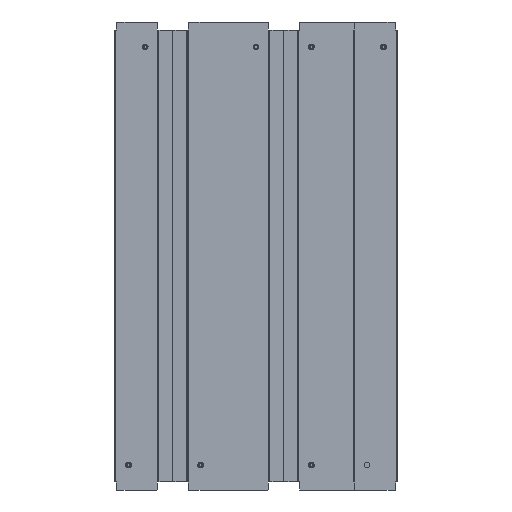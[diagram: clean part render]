
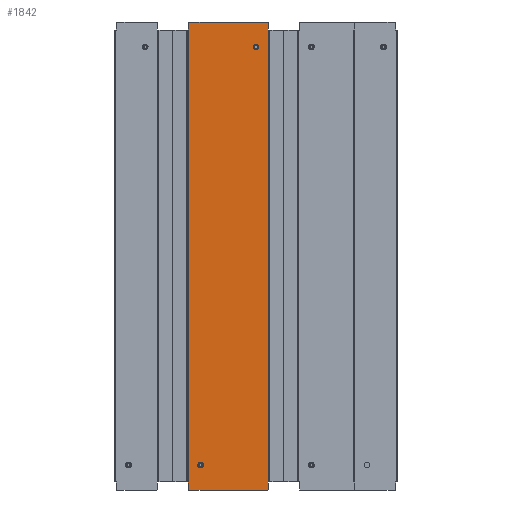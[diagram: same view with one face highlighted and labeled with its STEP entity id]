
A CAD part, front view. The second image highlights one B-rep face of the part: STEP entity #1842.
In plain terms, the highlighted planar face has unit normal (0, -1, 0).
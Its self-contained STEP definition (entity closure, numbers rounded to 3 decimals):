
#1218=DIRECTION('',(0.,0.,-1.));
#1219=VECTOR('',#1218,13.5);
#1220=CARTESIAN_POINT('',(-162.,-1.5,421.));
#1221=LINE('',#1220,#1219);
#1244=DIRECTION('',(0.,0.,-1.));
#1245=VECTOR('',#1244,814.);
#1246=CARTESIAN_POINT('',(-162.5,-1.5,407.));
#1247=LINE('',#1246,#1245);
#1270=DIRECTION('',(0.,0.,-1.));
#1271=VECTOR('',#1270,13.5);
#1272=CARTESIAN_POINT('',(-162.,-1.5,-407.5));
#1273=LINE('',#1272,#1271);
#1278=CARTESIAN_POINT('',(-162.5,-1.5,407.5));
#1279=DIRECTION('',(0.,-1.,0.));
#1280=DIRECTION('',(0.,0.,-1.));
#1281=AXIS2_PLACEMENT_3D('',#1278,#1279,#1280);
#1283=DIRECTION('',(0.707,0.,0.707));
#1284=VECTOR('',#1283,1.414);
#1285=CARTESIAN_POINT('',(-162.,-1.5,421.));
#1286=LINE('',#1285,#1284);
#1287=DIRECTION('',(0.707,0.,-0.707));
#1288=VECTOR('',#1287,1.414);
#1289=CARTESIAN_POINT('',(-19.,-1.5,422.));
#1290=LINE('',#1289,#1288);
#1291=CARTESIAN_POINT('',(-17.5,-1.5,407.5));
#1292=DIRECTION('',(0.,-1.,0.));
#1293=DIRECTION('',(-1.,0.,0.));
#1294=AXIS2_PLACEMENT_3D('',#1291,#1292,#1293);
#1296=CARTESIAN_POINT('',(-17.5,-1.5,-407.5));
#1297=DIRECTION('',(0.,-1.,0.));
#1298=DIRECTION('',(0.,0.,1.));
#1299=AXIS2_PLACEMENT_3D('',#1296,#1297,#1298);
#1301=DIRECTION('',(-0.707,0.,-0.707));
#1302=VECTOR('',#1301,1.414);
#1303=CARTESIAN_POINT('',(-18.,-1.5,-421.));
#1304=LINE('',#1303,#1302);
#1305=DIRECTION('',(-0.707,0.,0.707));
#1306=VECTOR('',#1305,1.414);
#1307=CARTESIAN_POINT('',(-161.,-1.5,-422.));
#1308=LINE('',#1307,#1306);
#1309=CARTESIAN_POINT('',(-162.5,-1.5,-407.5));
#1310=DIRECTION('',(0.,-1.,0.));
#1311=DIRECTION('',(1.,0.,0.));
#1312=AXIS2_PLACEMENT_3D('',#1309,#1310,#1311);
#1314=CARTESIAN_POINT('',(-140.,-1.5,-377.));
#1315=DIRECTION('',(0.,-1.,0.));
#1316=DIRECTION('',(1.,0.,0.));
#1317=AXIS2_PLACEMENT_3D('',#1314,#1315,#1316);
#1319=CARTESIAN_POINT('',(-140.,-1.5,-377.));
#1320=DIRECTION('',(0.,-1.,0.));
#1321=DIRECTION('',(-1.,0.,0.));
#1322=AXIS2_PLACEMENT_3D('',#1319,#1320,#1321);
#1324=CARTESIAN_POINT('',(-40.,-1.5,377.));
#1325=DIRECTION('',(0.,-1.,0.));
#1326=DIRECTION('',(1.,0.,0.));
#1327=AXIS2_PLACEMENT_3D('',#1324,#1325,#1326);
#1329=CARTESIAN_POINT('',(-40.,-1.5,377.));
#1330=DIRECTION('',(0.,-1.,0.));
#1331=DIRECTION('',(-1.,0.,0.));
#1332=AXIS2_PLACEMENT_3D('',#1329,#1330,#1331);
#1338=DIRECTION('',(-1.,0.,0.));
#1339=VECTOR('',#1338,142.);
#1340=CARTESIAN_POINT('',(-19.,-1.5,422.));
#1341=LINE('',#1340,#1339);
#1350=DIRECTION('',(0.,0.,1.));
#1351=VECTOR('',#1350,13.5);
#1352=CARTESIAN_POINT('',(-18.,-1.5,407.5));
#1353=LINE('',#1352,#1351);
#1406=DIRECTION('',(0.,0.,1.));
#1407=VECTOR('',#1406,13.5);
#1408=CARTESIAN_POINT('',(-18.,-1.5,-421.));
#1409=LINE('',#1408,#1407);
#1414=DIRECTION('',(1.,0.,0.));
#1415=VECTOR('',#1414,142.);
#1416=CARTESIAN_POINT('',(-161.,-1.5,-422.));
#1417=LINE('',#1416,#1415);
#1430=DIRECTION('',(0.,0.,1.));
#1431=VECTOR('',#1430,814.);
#1432=CARTESIAN_POINT('',(-17.5,-1.5,-407.));
#1433=LINE('',#1432,#1431);
#1570=CARTESIAN_POINT('',(-145.1,-1.5,-377.));
#1571=VERTEX_POINT('',#1570);
#1572=CARTESIAN_POINT('',(-134.9,-1.5,-377.));
#1573=VERTEX_POINT('',#1572);
#1574=CARTESIAN_POINT('',(-162.5,-1.5,407.));
#1575=CARTESIAN_POINT('',(-162.5,-1.5,-407.));
#1576=VERTEX_POINT('',#1574);
#1577=VERTEX_POINT('',#1575);
#1578=CARTESIAN_POINT('',(-162.,-1.5,407.5));
#1579=VERTEX_POINT('',#1578);
#1580=CARTESIAN_POINT('',(-162.,-1.5,421.));
#1581=VERTEX_POINT('',#1580);
#1582=CARTESIAN_POINT('',(-161.,-1.5,422.));
#1583=VERTEX_POINT('',#1582);
#1584=CARTESIAN_POINT('',(-19.,-1.5,422.));
#1585=VERTEX_POINT('',#1584);
#1586=CARTESIAN_POINT('',(-18.,-1.5,421.));
#1587=VERTEX_POINT('',#1586);
#1588=CARTESIAN_POINT('',(-18.,-1.5,407.5));
#1589=VERTEX_POINT('',#1588);
#1590=CARTESIAN_POINT('',(-17.5,-1.5,407.));
#1591=VERTEX_POINT('',#1590);
#1592=CARTESIAN_POINT('',(-17.5,-1.5,-407.));
#1593=VERTEX_POINT('',#1592);
#1594=CARTESIAN_POINT('',(-18.,-1.5,-407.5));
#1595=VERTEX_POINT('',#1594);
#1596=CARTESIAN_POINT('',(-18.,-1.5,-421.));
#1597=VERTEX_POINT('',#1596);
#1598=CARTESIAN_POINT('',(-19.,-1.5,-422.));
#1599=VERTEX_POINT('',#1598);
#1600=CARTESIAN_POINT('',(-161.,-1.5,-422.));
#1601=VERTEX_POINT('',#1600);
#1602=CARTESIAN_POINT('',(-162.,-1.5,-421.));
#1603=VERTEX_POINT('',#1602);
#1604=CARTESIAN_POINT('',(-162.,-1.5,-407.5));
#1605=VERTEX_POINT('',#1604);
#1606=CARTESIAN_POINT('',(-34.9,-1.5,377.));
#1607=CARTESIAN_POINT('',(-45.1,-1.5,377.));
#1608=VERTEX_POINT('',#1606);
#1609=VERTEX_POINT('',#1607);
#1796=CARTESIAN_POINT('',(0.,-1.5,0.));
#1797=DIRECTION('',(0.,1.,0.));
#1798=DIRECTION('',(0.,0.,1.));
#1799=AXIS2_PLACEMENT_3D('',#1796,#1797,#1798);
#1800=PLANE('',#1799);
#1801=ORIENTED_EDGE('',*,*,#1748,.F.);
#1802=ORIENTED_EDGE('',*,*,#1718,.T.);
#1803=ORIENTED_EDGE('',*,*,#1704,.F.);
#1805=ORIENTED_EDGE('',*,*,#1804,.T.);
#1807=ORIENTED_EDGE('',*,*,#1806,.F.);
#1809=ORIENTED_EDGE('',*,*,#1808,.T.);
#1811=ORIENTED_EDGE('',*,*,#1810,.F.);
#1813=ORIENTED_EDGE('',*,*,#1812,.T.);
#1815=ORIENTED_EDGE('',*,*,#1814,.F.);
#1817=ORIENTED_EDGE('',*,*,#1816,.T.);
#1819=ORIENTED_EDGE('',*,*,#1818,.F.);
#1821=ORIENTED_EDGE('',*,*,#1820,.T.);
#1823=ORIENTED_EDGE('',*,*,#1822,.F.);
#1825=ORIENTED_EDGE('',*,*,#1824,.T.);
#1826=ORIENTED_EDGE('',*,*,#1788,.F.);
#1827=ORIENTED_EDGE('',*,*,#1777,.T.);
#1828=EDGE_LOOP('',(#1801,#1802,#1803,#1805,#1807,#1809,#1811,#1813,#1815,#1817,
#1819,#1821,#1823,#1825,#1826,#1827));
#1829=FACE_OUTER_BOUND('',#1828,.F.);
#1831=ORIENTED_EDGE('',*,*,#1830,.T.);
#1833=ORIENTED_EDGE('',*,*,#1832,.T.);
#1834=EDGE_LOOP('',(#1831,#1833));
#1835=FACE_BOUND('',#1834,.F.);
#1837=ORIENTED_EDGE('',*,*,#1836,.T.);
#1839=ORIENTED_EDGE('',*,*,#1838,.T.);
#1840=EDGE_LOOP('',(#1837,#1839));
#1841=FACE_BOUND('',#1840,.F.);
#1842=ADVANCED_FACE('',(#1829,#1835,#1841),#1800,.F.);
#1282=CIRCLE('',#1281,0.5);
#1295=CIRCLE('',#1294,0.5);
#1300=CIRCLE('',#1299,0.5);
#1313=CIRCLE('',#1312,0.5);
#1318=CIRCLE('',#1317,5.1);
#1323=CIRCLE('',#1322,5.1);
#1328=CIRCLE('',#1327,5.1);
#1333=CIRCLE('',#1332,5.1);
#1704=EDGE_CURVE('',#1581,#1579,#1221,.T.);
#1718=EDGE_CURVE('',#1576,#1579,#1282,.T.);
#1748=EDGE_CURVE('',#1576,#1577,#1247,.T.);
#1777=EDGE_CURVE('',#1605,#1577,#1313,.T.);
#1788=EDGE_CURVE('',#1605,#1603,#1273,.T.);
#1804=EDGE_CURVE('',#1581,#1583,#1286,.T.);
#1806=EDGE_CURVE('',#1585,#1583,#1341,.T.);
#1808=EDGE_CURVE('',#1585,#1587,#1290,.T.);
#1810=EDGE_CURVE('',#1589,#1587,#1353,.T.);
#1812=EDGE_CURVE('',#1589,#1591,#1295,.T.);
#1814=EDGE_CURVE('',#1593,#1591,#1433,.T.);
#1816=EDGE_CURVE('',#1593,#1595,#1300,.T.);
#1818=EDGE_CURVE('',#1597,#1595,#1409,.T.);
#1820=EDGE_CURVE('',#1597,#1599,#1304,.T.);
#1822=EDGE_CURVE('',#1601,#1599,#1417,.T.);
#1824=EDGE_CURVE('',#1601,#1603,#1308,.T.);
#1830=EDGE_CURVE('',#1573,#1571,#1318,.T.);
#1832=EDGE_CURVE('',#1571,#1573,#1323,.T.);
#1836=EDGE_CURVE('',#1608,#1609,#1328,.T.);
#1838=EDGE_CURVE('',#1609,#1608,#1333,.T.);
